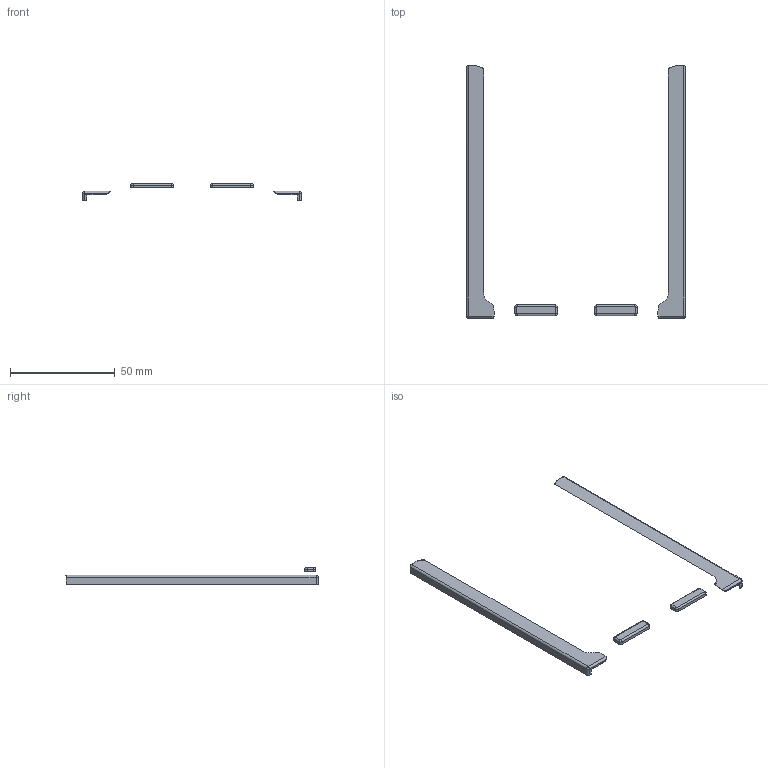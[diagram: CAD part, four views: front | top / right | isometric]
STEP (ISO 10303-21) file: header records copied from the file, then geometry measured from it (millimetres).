
FILE_DESCRIPTION(/* description */ ('','CAx-IF Rec.Pracs.---Representation and Presentation of Product Manufacturing Information (PMI)---4.0---2014-10-13'),/* implementation_level */ '2;1');
FILE_NAME(/* name */ 'FB FAC V3_Squishy.stp',/* time_stamp */ '2023-11-27T18:06:20-05:00',/* author */ ('talbotj'),/* organization */ (''),/* preprocessor_version */ 'ST-DEVELOPER v19.2',/* originating_system */ 'Autodesk Inventor 2023',/* authorisation */ '');
FILE_SCHEMA (('AP242_MANAGED_MODEL_BASED_3D_ENGINEERING_MIM_LF { 1 0 10303 442 1 1 4 }'));
Length unit declared in the file: inch
Products named in the file (1): FB FAC V3_Squishy
Bounding box: 104.65 x 120.62 x 8.09 mm (x, y, z)
Volume: 3094 mm3; surface area: 6549.3 mm2
Topology: 4 solids, 4 shells, 174 faces, 422 edges, 258 vertices
Faces by surface type: cylinder 58, plane 52, bspline 46, sphere 8, torus 6, cone 4
Entity records: 6559 total; most frequent: CARTESIAN_POINT 2436, ORIENTED_EDGE 844, DIRECTION 770, EDGE_CURVE 422, AXIS2_PLACEMENT_3D 295, VERTEX_POINT 258, LINE 180, VECTOR 180
